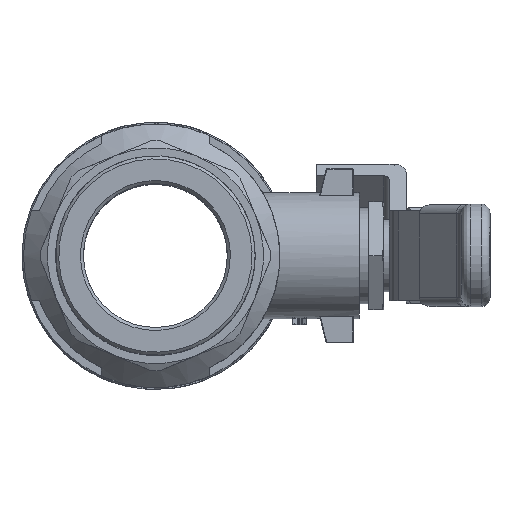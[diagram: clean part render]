
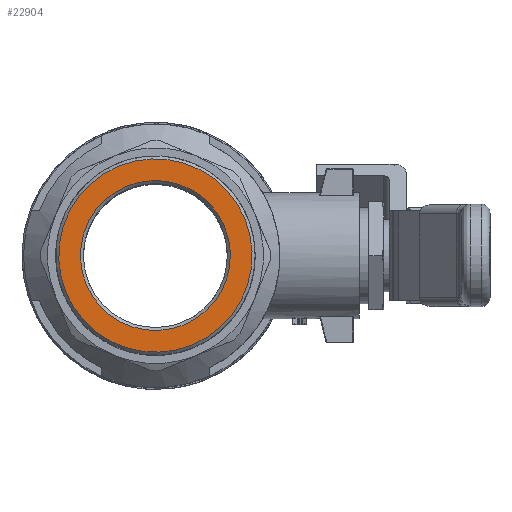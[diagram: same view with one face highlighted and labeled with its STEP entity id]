
A CAD part, top view. The second image highlights one B-rep face of the part: STEP entity #22904.
In plain terms, the highlighted planar face has unit normal (0, 0, 1).
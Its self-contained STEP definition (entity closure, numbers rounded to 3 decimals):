
#5511=PLANE('',#33607);
#11970=ORIENTED_EDGE('',*,*,#15831,.F.);
#11971=ORIENTED_EDGE('',*,*,#15830,.F.);
#15830=EDGE_CURVE('',#18287,#18287,#18836,.T.);
#15831=EDGE_CURVE('',#18288,#18288,#18837,.T.);
#18287=VERTEX_POINT('',#50434);
#18288=VERTEX_POINT('',#50437);
#18836=CIRCLE('',#33606,12.5);
#18837=CIRCLE('',#33608,16.125);
#20137=EDGE_LOOP('',(#11970));
#20138=EDGE_LOOP('',(#11971));
#21512=FACE_BOUND('',#20137,.T.);
#21513=FACE_BOUND('',#20138,.T.);
#22904=ADVANCED_FACE('',(#21512,#21513),#5511,.T.);
#33606=AXIS2_PLACEMENT_3D('',#50433,#40893,#40894);
#33607=AXIS2_PLACEMENT_3D('',#50435,#40895,#40896);
#33608=AXIS2_PLACEMENT_3D('',#50436,#40897,#40898);
#40893=DIRECTION('',(0.,0.,1.));
#40894=DIRECTION('',(-0.383,0.924,0.));
#40895=DIRECTION('',(0.,0.,1.));
#40896=DIRECTION('',(1.,0.,0.));
#40897=DIRECTION('',(0.,0.,-1.));
#40898=DIRECTION('',(0.383,-0.924,0.));
#50433=CARTESIAN_POINT('',(10.,0.,54.3));
#50434=CARTESIAN_POINT('',(5.216,11.548,54.3));
#50435=CARTESIAN_POINT('',(22.516,6.283,54.3));
#50436=CARTESIAN_POINT('',(10.,0.,54.3));
#50437=CARTESIAN_POINT('',(16.171,-14.897,54.3));
